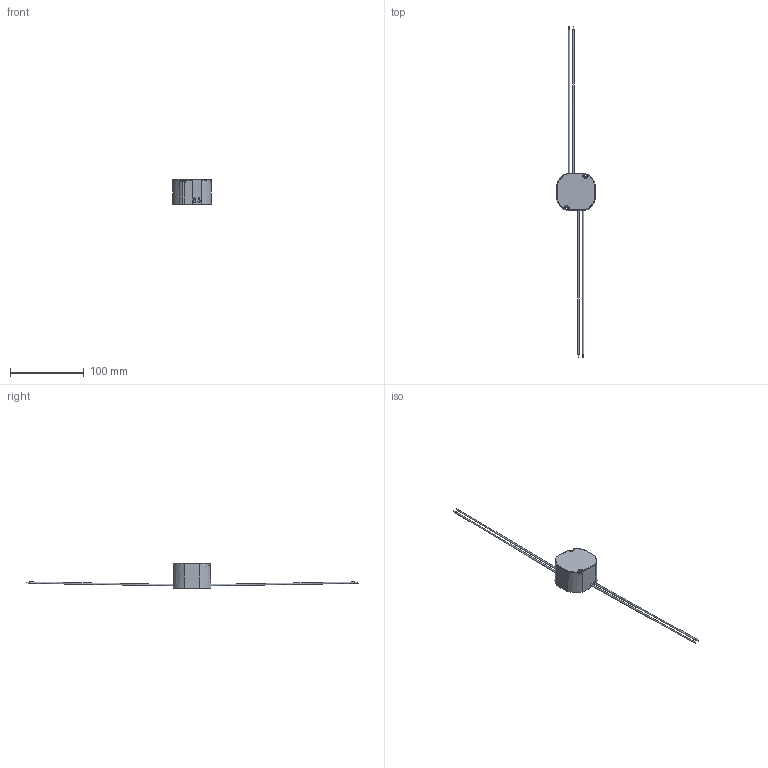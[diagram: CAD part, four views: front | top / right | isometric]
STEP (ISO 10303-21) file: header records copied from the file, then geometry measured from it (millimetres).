
FILE_DESCRIPTION(/* description */ ('Unknown'),/* implementation_level */ '2;1');
FILE_NAME(/* name */ 'TMW_36',/* time_stamp */ '2021-08-30T12:29:29+01:00',/* author */ ('Unknown'),/* organization */ ('Unknown'),/* preprocessor_version */ 'ST-DEVELOPER v16.7',/* originating_system */ 'Solid Edge',/* authorisation */ 'Unknown');
FILE_SCHEMA (('AUTOMOTIVE_DESIGN {1 0 10303 214 3 1 1}'));
Length unit declared in the file: millimetre
Products named in the file (1): TMW_36
Bounding box: 53.02 x 451.04 x 34 mm (x, y, z)
Volume: 15557.5 mm3; surface area: 28756.1 mm2
Topology: 1 solids, 1 shells, 185 faces, 498 edges, 330 vertices
Faces by surface type: plane 98, cylinder 38, cone 21, bspline 18, torus 10
Full cylindrical faces by diameter (mm): 1 x8, 2 x8, 3.2 x2
Entity records: 7043 total; most frequent: CARTESIAN_POINT 1413, ORIENTED_EDGE 902, DIRECTION 837, EDGE_CURVE 451, VERTEX_POINT 308, AXIS2_PLACEMENT_3D 305, EDGE_LOOP 235, FACE_BOUND 235
